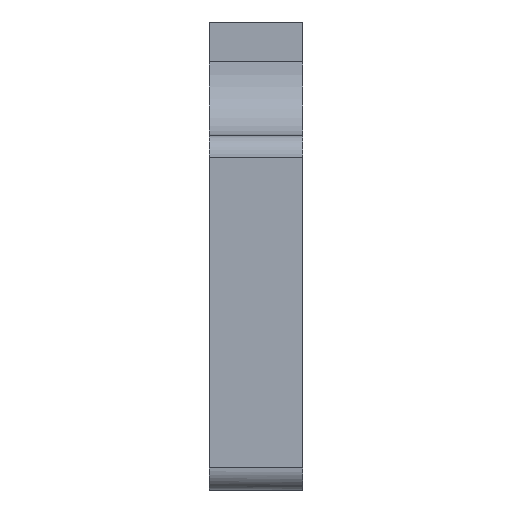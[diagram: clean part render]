
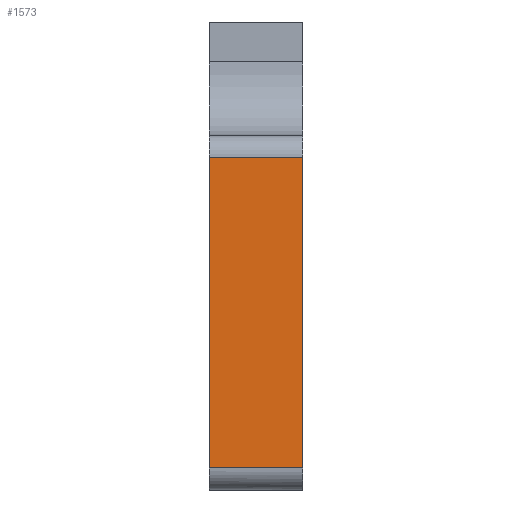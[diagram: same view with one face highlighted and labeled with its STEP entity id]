
A CAD part, left-side view. The second image highlights one B-rep face of the part: STEP entity #1573.
In plain terms, the highlighted planar face has unit normal (-1, 0, 0).
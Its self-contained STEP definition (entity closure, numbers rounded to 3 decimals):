
#71=PLANE('',#1744);
#145=FACE_OUTER_BOUND('',#243,.T.);
#243=EDGE_LOOP('',(#1322,#1323,#1324,#1325));
#338=LINE('',#2450,#480);
#388=LINE('',#2619,#530);
#389=LINE('',#2622,#531);
#390=LINE('',#2623,#532);
#480=VECTOR('',#1966,1000.);
#530=VECTOR('',#2150,1000.);
#531=VECTOR('',#2153,1000.);
#532=VECTOR('',#2154,1000.);
#724=VERTEX_POINT('',#2447);
#725=VERTEX_POINT('',#2449);
#777=VERTEX_POINT('',#2617);
#778=VERTEX_POINT('',#2621);
#893=EDGE_CURVE('',#725,#724,#338,.T.);
#980=EDGE_CURVE('',#777,#724,#388,.T.);
#981=EDGE_CURVE('',#777,#778,#389,.T.);
#982=EDGE_CURVE('',#778,#725,#390,.T.);
#1322=ORIENTED_EDGE('',*,*,#980,.F.);
#1323=ORIENTED_EDGE('',*,*,#981,.T.);
#1324=ORIENTED_EDGE('',*,*,#982,.T.);
#1325=ORIENTED_EDGE('',*,*,#893,.T.);
#1573=ADVANCED_FACE('',(#145),#71,.T.);
#1744=AXIS2_PLACEMENT_3D('',#2620,#2151,#2152);
#1966=DIRECTION('',(0.,0.,1.));
#2150=DIRECTION('',(0.,-1.,0.));
#2151=DIRECTION('center_axis',(-1.,0.,0.));
#2152=DIRECTION('ref_axis',(0.,0.,1.));
#2153=DIRECTION('',(0.,0.,-1.));
#2154=DIRECTION('',(0.,-1.,0.));
#2447=CARTESIAN_POINT('',(-33.753,18.738,-9.45));
#2449=CARTESIAN_POINT('',(-33.753,18.738,-30.5));
#2450=CARTESIAN_POINT('',(-33.753,18.738,0.));
#2617=CARTESIAN_POINT('',(-33.753,25.088,-9.45));
#2619=CARTESIAN_POINT('',(-33.753,11.75,-9.45));
#2620=CARTESIAN_POINT('Origin',(-33.753,0.,0.));
#2621=CARTESIAN_POINT('',(-33.753,25.088,-30.5));
#2622=CARTESIAN_POINT('',(-33.753,25.088,0.));
#2623=CARTESIAN_POINT('',(-33.753,19.5,-30.5));
